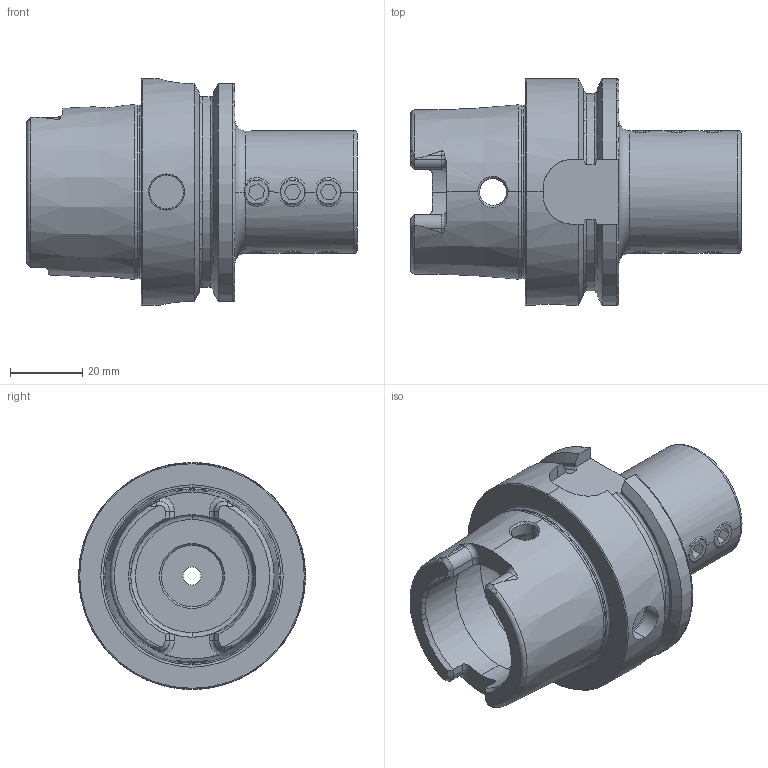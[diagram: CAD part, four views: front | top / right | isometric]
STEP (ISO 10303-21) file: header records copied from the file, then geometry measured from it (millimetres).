
FILE_DESCRIPTION (( 'STEP AP214' ), '1' );
FILE_NAME ('HA6.B08.K01.060.STEP', '2011-10-06T12:23:37', ( 'SwiAdmin' ), ( '' ), 'SwSTEP 2.0', 'SolidWorks 2011', '' );
FILE_SCHEMA (( 'AUTOMOTIVE_DESIGN' ));
Length unit declared in the file: millimetre
Products named in the file (3): HA6.B08.K01.060; HA6-B08.K01.060_A_Fertigbearbeitung; ISO 4026 - M8 x 10_Default
Assembly tree (10 placements, depth 2):
  HA6.B08.K01.060
    ISO 4026 - M8 x 10_Default  x9
    HA6-B08.K01.060_A_Fertigbearbeitung
Bounding box: 91.9 x 63 x 63 mm (x, y, z)
Volume: 109790 mm3; surface area: 32082.6 mm2
Topology: 10 solids, 10 shells, 334 faces, 864 edges, 545 vertices
Faces by surface type: plane 131, cylinder 88, cone 66, torus 37, bspline 12
Entity records: 10912 total; most frequent: CARTESIAN_POINT 4051, ORIENTED_EDGE 1216, DIRECTION 998, EDGE_CURVE 608, AXIS2_PLACEMENT_3D 402, VERTEX_POINT 385, EDGE_LOOP 225, FACE_OUTER_BOUND 214
